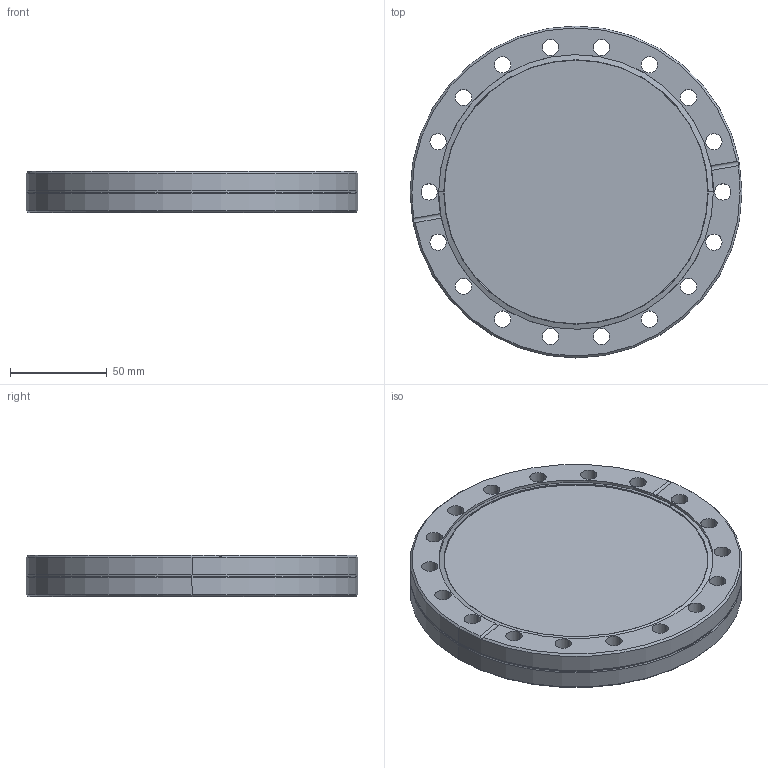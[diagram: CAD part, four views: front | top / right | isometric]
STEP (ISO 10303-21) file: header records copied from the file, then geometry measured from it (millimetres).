
FILE_DESCRIPTION (( 'STEP AP214' ), '1' );
FILE_NAME ('420FBL130.step', '2017-07-10T04:52:33', ( 'install' ), ( '' ), 'SwSTEP 2.0', 'SolidWorks 2015', '' );
FILE_SCHEMA (( 'AUTOMOTIVE_DESIGN' ));
Length unit declared in the file: millimetre
Products named in the file (1): 420FBL130
Bounding box: 171.4 x 171.4 x 21.4 mm (x, y, z)
Volume: 452902.5 mm3; surface area: 66248.6 mm2
Topology: 1 solids, 1 shells, 62 faces, 164 edges, 104 vertices
Faces by surface type: cylinder 44, cone 8, torus 6, plane 4
Entity records: 2128 total; most frequent: CARTESIAN_POINT 395, DIRECTION 392, ORIENTED_EDGE 328, AXIS2_PLACEMENT_3D 169, EDGE_CURVE 164, CIRCLE 106, VERTEX_POINT 104, EDGE_LOOP 98
